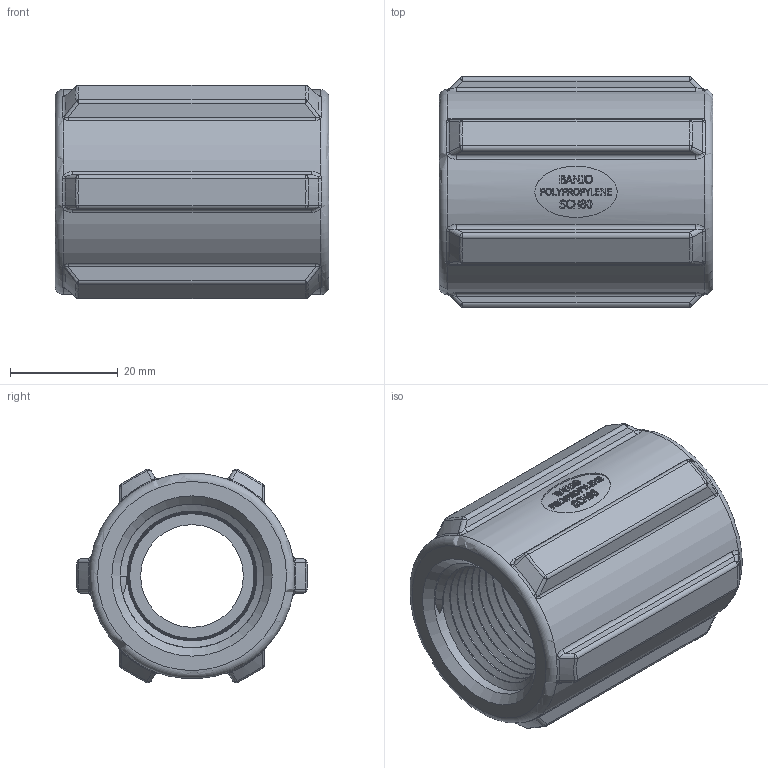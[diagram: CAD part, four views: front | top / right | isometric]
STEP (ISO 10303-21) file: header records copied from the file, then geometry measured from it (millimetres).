
FILE_DESCRIPTION(/* description */ ('3/4" PIPE COUPLING Unbagged'),/* implementation_level */ '2;1');
FILE_NAME(/* name */ 'CPLG075.stp',/* time_stamp */ '2014-10-15T10:17:31-04:00',/* author */ ('areid'),/* organization */ (''),/* preprocessor_version */ 'ST-DEVELOPER v15.2',/* originating_system */ 'Autodesk Inventor 2014',/* authorisation */ '');
FILE_SCHEMA (('AUTOMOTIVE_DESIGN { 1 0 10303 214 3 1 1 }'));
Length unit declared in the file: inch
Products named in the file (1): CPLG075U
Bounding box: 50.8 x 42.67 x 39.57 mm (x, y, z)
Volume: 39136.7 mm3; surface area: 14369.8 mm2
Topology: 1 solids, 1 shells, 577 faces, 1462 edges, 918 vertices
Faces by surface type: bspline 246, plane 183, cylinder 70, cone 40, sphere 24, torus 14
Full cylindrical faces by diameter (mm): 19.05 x1
Entity records: 25480 total; most frequent: CARTESIAN_POINT 13628, ORIENTED_EDGE 2778, DIRECTION 1868, EDGE_CURVE 1389, VERTEX_POINT 880, AXIS2_PLACEMENT_3D 670, EDGE_LOOP 605, ADVANCED_FACE 557
